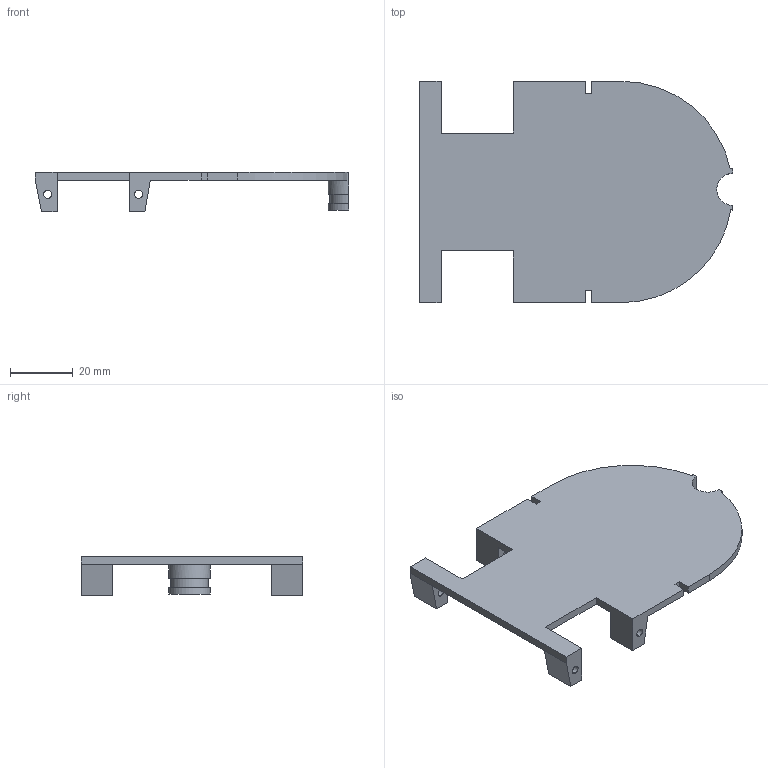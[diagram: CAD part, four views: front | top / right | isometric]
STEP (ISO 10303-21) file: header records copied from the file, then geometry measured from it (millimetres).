
FILE_DESCRIPTION (( 'STEP AP214' ), '1' );
FILE_NAME ('chassis_servo_9g_Seb.STEP', '2017-11-25T23:55:43', ( '' ), ( '' ), 'SwSTEP 2.0', 'SolidWorks 2016', '' );
FILE_SCHEMA (( 'AUTOMOTIVE_DESIGN' ));
Length unit declared in the file: millimetre
Products named in the file (1): chassis_servo_9g_Seb
Bounding box: 100.1 x 70.64 x 12.5 mm (x, y, z)
Volume: 16682.5 mm3; surface area: 14318.1 mm2
Topology: 1 solids, 1 shells, 52 faces, 148 edges, 98 vertices
Faces by surface type: plane 38, cylinder 13, bspline 1
Entity records: 1800 total; most frequent: CARTESIAN_POINT 372, ORIENTED_EDGE 296, DIRECTION 278, EDGE_CURVE 148, LINE 118, VECTOR 118, VERTEX_POINT 98, AXIS2_PLACEMENT_3D 80
